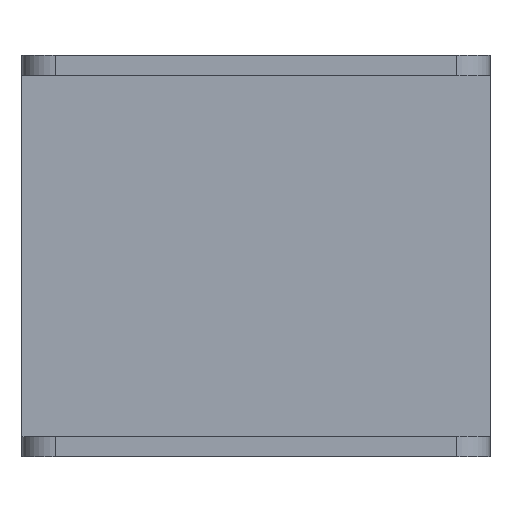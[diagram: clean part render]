
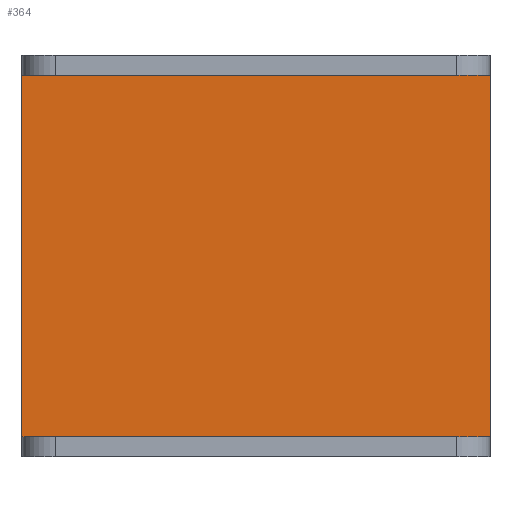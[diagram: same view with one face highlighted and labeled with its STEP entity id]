
A CAD part, left-side view. The second image highlights one B-rep face of the part: STEP entity #364.
In plain terms, the highlighted planar face has unit normal (-1, 0, 0).
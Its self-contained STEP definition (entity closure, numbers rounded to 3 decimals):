
#15 = VERTEX_POINT ( 'NONE', #361 ) ;
#28 = VECTOR ( 'NONE', #593, 1000. ) ;
#52 = CARTESIAN_POINT ( 'NONE',  ( 23.5, 17.5, 28.5 ) ) ;
#77 = CARTESIAN_POINT ( 'NONE',  ( 23.5, 17.5, 30. ) ) ;
#90 = DIRECTION ( 'NONE',  ( 0., -1., 0. ) ) ;
#130 = LINE ( 'NONE', #356, #475 ) ;
#139 = EDGE_LOOP ( 'NONE', ( #622, #638, #611, #674 ) ) ;
#157 = LINE ( 'NONE', #430, #28 ) ;
#161 = VERTEX_POINT ( 'NONE', #423 ) ;
#238 = FACE_OUTER_BOUND ( 'NONE', #139, .T. ) ;
#258 = EDGE_CURVE ( 'NONE', #496, #161, #556, .T. ) ;
#260 = DIRECTION ( 'NONE',  ( 0., 0., -1. ) ) ;
#267 = CARTESIAN_POINT ( 'NONE',  ( 23.5, -17.5, 1.5 ) ) ;
#304 = DIRECTION ( 'NONE',  ( 0., 0., -1. ) ) ;
#311 = DIRECTION ( 'NONE',  ( 1., 0., 0. ) ) ;
#331 = VECTOR ( 'NONE', #260, 1000. ) ;
#356 = CARTESIAN_POINT ( 'NONE',  ( 23.5, 17.5, 30. ) ) ;
#360 = DIRECTION ( 'NONE',  ( 0., 1., 0. ) ) ;
#361 = CARTESIAN_POINT ( 'NONE',  ( 23.5, 17.5, 1.5 ) ) ;
#363 = PLANE ( 'NONE',  #391 ) ;
#364 = ADVANCED_FACE ( 'NONE', ( #238 ), #363, .F. ) ;
#391 = AXIS2_PLACEMENT_3D ( 'NONE', #77, #311, #360 ) ;
#400 = EDGE_CURVE ( 'NONE', #496, #15, #130, .T. ) ;
#423 = CARTESIAN_POINT ( 'NONE',  ( 23.5, -17.5, 28.5 ) ) ;
#430 = CARTESIAN_POINT ( 'NONE',  ( 23.5, 17.5, 1.5 ) ) ;
#436 = CARTESIAN_POINT ( 'NONE',  ( 23.5, -17.5, 30. ) ) ;
#444 = VERTEX_POINT ( 'NONE', #267 ) ;
#475 = VECTOR ( 'NONE', #304, 1000. ) ;
#491 = CARTESIAN_POINT ( 'NONE',  ( 23.5, 17.5, 28.5 ) ) ;
#496 = VERTEX_POINT ( 'NONE', #491 ) ;
#499 = EDGE_CURVE ( 'NONE', #161, #444, #653, .T. ) ;
#509 = VECTOR ( 'NONE', #90, 1000. ) ;
#513 = EDGE_CURVE ( 'NONE', #15, #444, #157, .T. ) ;
#556 = LINE ( 'NONE', #52, #509 ) ;
#593 = DIRECTION ( 'NONE',  ( 0., -1., 0. ) ) ;
#611 = ORIENTED_EDGE ( 'NONE', *, *, #513, .T. ) ;
#622 = ORIENTED_EDGE ( 'NONE', *, *, #258, .F. ) ;
#638 = ORIENTED_EDGE ( 'NONE', *, *, #400, .T. ) ;
#653 = LINE ( 'NONE', #436, #331 ) ;
#674 = ORIENTED_EDGE ( 'NONE', *, *, #499, .F. ) ;
